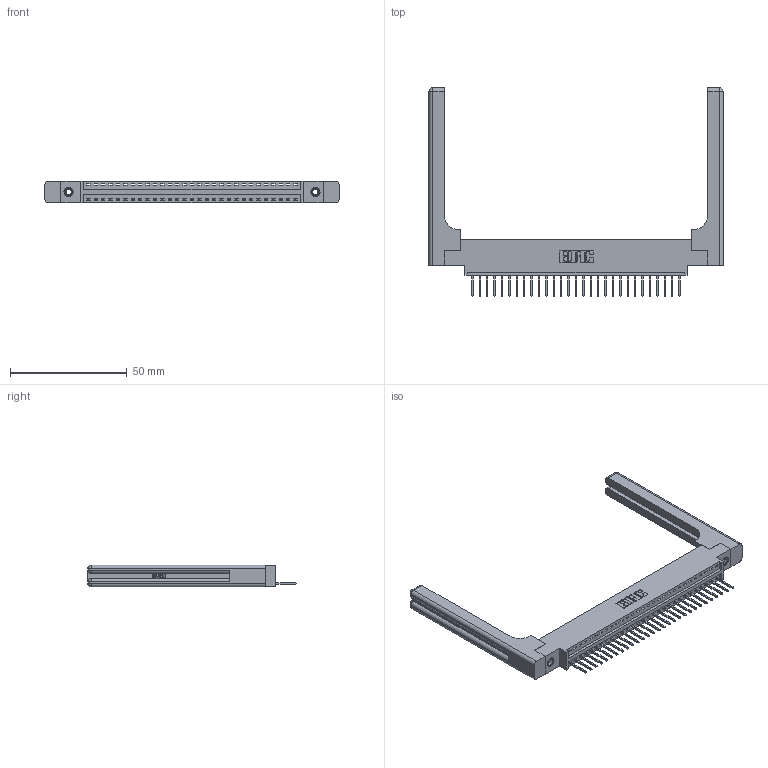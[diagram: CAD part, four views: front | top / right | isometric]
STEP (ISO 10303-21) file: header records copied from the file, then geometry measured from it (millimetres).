
FILE_DESCRIPTION (( 'STEP AP203' ), '1' );
FILE_NAME ('346-029-526-658.STEP', '2022-05-06T14:36:37', ( '' ), ( '' ), 'SwSTEP 2.0', 'SolidWorks 2020', '' );
FILE_SCHEMA (( 'CONFIG_CONTROL_DESIGN' ));
Length unit declared in the file: inch
Products named in the file (5): 345-250-001_345-250-001-102; 345-292-001_345-293-126; 346-029-526-658; 346 Part_0.170 Offset - 0.156 Dia-TH; 346-220-058_345-220-058
Assembly tree (34 placements, depth 2):
  346-029-526-658
    346 Part_0.170 Offset - 0.156 Dia-TH
    345-292-001_345-293-126  x29
    345-250-001_345-250-001-102  x2
    346-220-058_345-220-058  x2
Bounding box: 126.14 x 89.41 x 9.4 mm (x, y, z)
Volume: 19307.1 mm3; surface area: 19928 mm2
Topology: 34 solids, 34 shells, 2078 faces, 6147 edges, 4038 vertices
Faces by surface type: plane 1402, cylinder 616, bspline 36, cone 12, sphere 8, torus 4
Entity records: 25496 total; most frequent: CARTESIAN_POINT 5358, ORIENTED_EDGE 4116, DIRECTION 3672, EDGE_CURVE 2058, LINE 1718, VECTOR 1718, VERTEX_POINT 1362, AXIS2_PLACEMENT_3D 977
